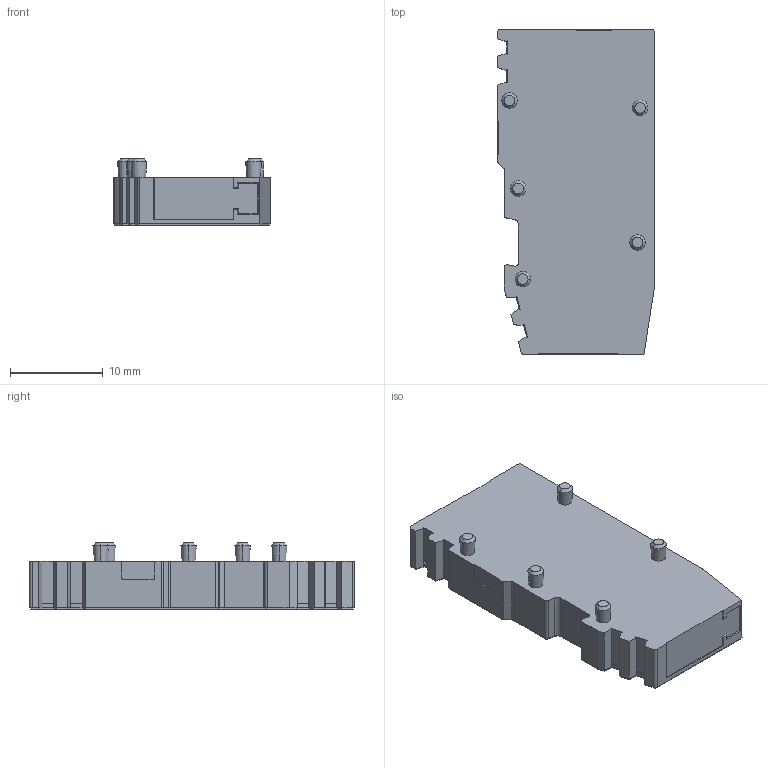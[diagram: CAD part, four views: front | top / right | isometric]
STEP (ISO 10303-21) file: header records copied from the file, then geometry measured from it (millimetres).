
FILE_DESCRIPTION (( 'STEP AP214' ), '1' );
FILE_NAME ('310929_SC_PT 2.5_Grey.STP', '2017-10-06T10:01:24', ( '' ), ( '' ), 'SwSTEP 2.0', 'SolidWorks 2017', '' );
FILE_SCHEMA (( 'AUTOMOTIVE_DESIGN' ));
Length unit declared in the file: millimetre
Products named in the file (1): 310929_SC_PT 2.5_Grey
Bounding box: 16.92 x 35 x 7.15 mm (x, y, z)
Volume: 2852.7 mm3; surface area: 1728.6 mm2
Topology: 1 solids, 1 shells, 206 faces, 567 edges, 372 vertices
Faces by surface type: plane 143, cylinder 43, cone 20
Entity records: 6533 total; most frequent: CARTESIAN_POINT 1164, ORIENTED_EDGE 1134, DIRECTION 1087, EDGE_CURVE 567, VECTOR 449, LINE 449, VERTEX_POINT 372, AXIS2_PLACEMENT_3D 319
